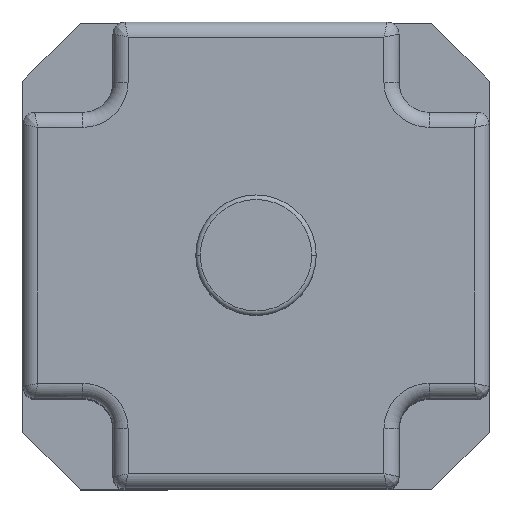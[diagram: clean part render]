
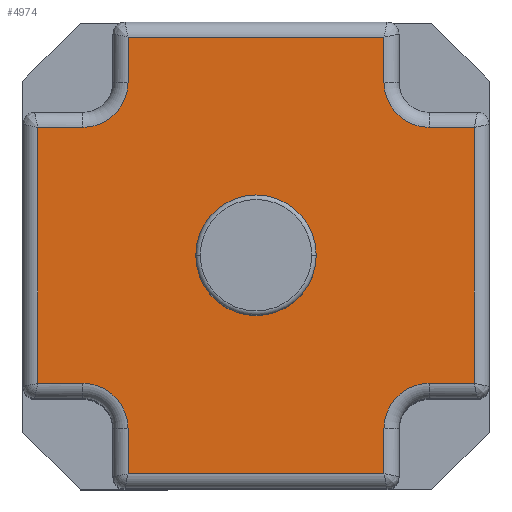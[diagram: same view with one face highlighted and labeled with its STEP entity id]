
A CAD part, top view. The second image highlights one B-rep face of the part: STEP entity #4974.
In plain terms, the highlighted planar face has unit normal (0, 0, 1).
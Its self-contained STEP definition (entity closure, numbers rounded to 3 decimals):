
#277 = DIRECTION ( 'NONE',  ( 0., -1., 0. ) ) ;
#311 = AXIS2_PLACEMENT_3D ( 'NONE', #3798, #6774, #8138 ) ;
#410 = CARTESIAN_POINT ( 'NONE',  ( -42.5, 57.5, 237. ) ) ;
#443 = VERTEX_POINT ( 'NONE', #6019 ) ;
#458 = EDGE_LOOP ( 'NONE', ( #4172, #6015 ) ) ;
#695 = EDGE_CURVE ( 'NONE', #8120, #7460, #7351, .T. ) ;
#737 = DIRECTION ( 'NONE',  ( 1., 0., 0. ) ) ;
#743 = DIRECTION ( 'NONE',  ( 1., 0., 0. ) ) ;
#850 = ORIENTED_EDGE ( 'NONE', *, *, #8754, .T. ) ;
#875 = ORIENTED_EDGE ( 'NONE', *, *, #4770, .T. ) ;
#929 = VECTOR ( 'NONE', #8859, 1000. ) ;
#958 = CARTESIAN_POINT ( 'NONE',  ( 42.5, -72.5, 237. ) ) ;
#963 = AXIS2_PLACEMENT_3D ( 'NONE', #2558, #3250, #3817 ) ;
#1013 = ORIENTED_EDGE ( 'NONE', *, *, #1849, .T. ) ;
#1115 = CARTESIAN_POINT ( 'NONE',  ( 0., -42.5, 237. ) ) ;
#1148 = DIRECTION ( 'NONE',  ( 0., -1., 0. ) ) ;
#1303 = CARTESIAN_POINT ( 'NONE',  ( 0., 0., 237. ) ) ;
#1332 = LINE ( 'NONE', #7747, #5840 ) ;
#1348 = ORIENTED_EDGE ( 'NONE', *, *, #695, .T. ) ;
#1350 = DIRECTION ( 'NONE',  ( 0., 0., -1. ) ) ;
#1384 = CARTESIAN_POINT ( 'NONE',  ( -42.5, -72.5, 237. ) ) ;
#1394 = AXIS2_PLACEMENT_3D ( 'NONE', #4848, #1417, #6222 ) ;
#1417 = DIRECTION ( 'NONE',  ( 0., 0., 1. ) ) ;
#1473 = VECTOR ( 'NONE', #737, 1000. ) ;
#1485 = CARTESIAN_POINT ( 'NONE',  ( -57.5, 42.5, 237. ) ) ;
#1551 = ORIENTED_EDGE ( 'NONE', *, *, #4475, .T. ) ;
#1580 = VECTOR ( 'NONE', #7216, 1000. ) ;
#1636 = CARTESIAN_POINT ( 'NONE',  ( 0., 42.5, 237. ) ) ;
#1750 = EDGE_CURVE ( 'NONE', #8322, #1867, #5125, .T. ) ;
#1757 = CIRCLE ( 'NONE', #963, 15. ) ;
#1784 = VERTEX_POINT ( 'NONE', #7114 ) ;
#1849 = EDGE_CURVE ( 'NONE', #4062, #8120, #3714, .T. ) ;
#1867 = VERTEX_POINT ( 'NONE', #958 ) ;
#1980 = ORIENTED_EDGE ( 'NONE', *, *, #4241, .T. ) ;
#2129 = CARTESIAN_POINT ( 'NONE',  ( -72.5, -42.5, 237. ) ) ;
#2186 = FACE_BOUND ( 'NONE', #458, .T. ) ;
#2238 = ORIENTED_EDGE ( 'NONE', *, *, #6117, .T. ) ;
#2240 = VERTEX_POINT ( 'NONE', #8883 ) ;
#2245 = DIRECTION ( 'NONE',  ( -1., 0., 0. ) ) ;
#2322 = LINE ( 'NONE', #5203, #1580 ) ;
#2347 = VECTOR ( 'NONE', #7219, 1000. ) ;
#2393 = EDGE_CURVE ( 'NONE', #5981, #5585, #6213, .T. ) ;
#2422 = CARTESIAN_POINT ( 'NONE',  ( 57.5, 42.5, 237. ) ) ;
#2558 = CARTESIAN_POINT ( 'NONE',  ( 57.5, 57.5, 237. ) ) ;
#2586 = ORIENTED_EDGE ( 'NONE', *, *, #6306, .T. ) ;
#2705 = DIRECTION ( 'NONE',  ( 0., 0., 1. ) ) ;
#2721 = EDGE_CURVE ( 'NONE', #1784, #3551, #5451, .T. ) ;
#2764 = VECTOR ( 'NONE', #7886, 1000. ) ;
#2863 = CARTESIAN_POINT ( 'NONE',  ( 0., 42.5, 237. ) ) ;
#3123 = CARTESIAN_POINT ( 'NONE',  ( 20., 0., 237. ) ) ;
#3155 = DIRECTION ( 'NONE',  ( 1., 0., 0. ) ) ;
#3217 = LINE ( 'NONE', #8525, #2347 ) ;
#3235 = EDGE_CURVE ( 'NONE', #7460, #5761, #2322, .T. ) ;
#3250 = DIRECTION ( 'NONE',  ( 0., 0., -1. ) ) ;
#3297 = EDGE_CURVE ( 'NONE', #5761, #1784, #5986, .T. ) ;
#3376 = CARTESIAN_POINT ( 'NONE',  ( 42.5, 57.5, 237. ) ) ;
#3458 = CARTESIAN_POINT ( 'NONE',  ( 42.5, -57.5, 237. ) ) ;
#3527 = ORIENTED_EDGE ( 'NONE', *, *, #3297, .T. ) ;
#3551 = VERTEX_POINT ( 'NONE', #6154 ) ;
#3554 = ORIENTED_EDGE ( 'NONE', *, *, #4592, .T. ) ;
#3617 = LINE ( 'NONE', #1636, #2764 ) ;
#3714 = CIRCLE ( 'NONE', #8848, 15. ) ;
#3798 = CARTESIAN_POINT ( 'NONE',  ( 0., 0., 237. ) ) ;
#3817 = DIRECTION ( 'NONE',  ( 1., 0., 0. ) ) ;
#3821 = LINE ( 'NONE', #8643, #4467 ) ;
#3922 = FACE_OUTER_BOUND ( 'NONE', #7239, .T. ) ;
#3932 = CARTESIAN_POINT ( 'NONE',  ( -72.5, 42.5, 237. ) ) ;
#4012 = VERTEX_POINT ( 'NONE', #7827 ) ;
#4062 = VERTEX_POINT ( 'NONE', #410 ) ;
#4106 = VERTEX_POINT ( 'NONE', #2422 ) ;
#4146 = CARTESIAN_POINT ( 'NONE',  ( 0., -72.5, 237. ) ) ;
#4172 = ORIENTED_EDGE ( 'NONE', *, *, #7804, .F. ) ;
#4241 = EDGE_CURVE ( 'NONE', #5356, #4630, #7922, .T. ) ;
#4268 = VERTEX_POINT ( 'NONE', #3376 ) ;
#4467 = VECTOR ( 'NONE', #1148, 1000. ) ;
#4475 = EDGE_CURVE ( 'NONE', #4630, #4062, #5327, .T. ) ;
#4592 = EDGE_CURVE ( 'NONE', #4012, #2240, #7590, .T. ) ;
#4630 = VERTEX_POINT ( 'NONE', #5264 ) ;
#4697 = AXIS2_PLACEMENT_3D ( 'NONE', #5515, #1350, #6124 ) ;
#4727 = ORIENTED_EDGE ( 'NONE', *, *, #7316, .T. ) ;
#4770 = EDGE_CURVE ( 'NONE', #1867, #7421, #5317, .T. ) ;
#4848 = CARTESIAN_POINT ( 'NONE',  ( 0., 0., 237. ) ) ;
#4974 = ADVANCED_FACE ( 'NONE', ( #2186, #3922 ), #7234, .T. ) ;
#5048 = CARTESIAN_POINT ( 'NONE',  ( -57.5, 57.5, 237. ) ) ;
#5124 = ORIENTED_EDGE ( 'NONE', *, *, #7068, .T. ) ;
#5125 = LINE ( 'NONE', #4146, #1473 ) ;
#5186 = CIRCLE ( 'NONE', #8844, 20. ) ;
#5203 = CARTESIAN_POINT ( 'NONE',  ( -72.5, 0., 237. ) ) ;
#5264 = CARTESIAN_POINT ( 'NONE',  ( -42.5, 72.5, 237. ) ) ;
#5300 = VECTOR ( 'NONE', #2245, 1000. ) ;
#5317 = LINE ( 'NONE', #8637, #6931 ) ;
#5327 = LINE ( 'NONE', #6396, #8422 ) ;
#5336 = VECTOR ( 'NONE', #8039, 1000. ) ;
#5356 = VERTEX_POINT ( 'NONE', #7853 ) ;
#5415 = EDGE_CURVE ( 'NONE', #443, #4106, #3617, .T. ) ;
#5447 = CARTESIAN_POINT ( 'NONE',  ( -43.5, 72.5, 237. ) ) ;
#5451 = CIRCLE ( 'NONE', #6318, 15. ) ;
#5499 = ORIENTED_EDGE ( 'NONE', *, *, #3235, .T. ) ;
#5515 = CARTESIAN_POINT ( 'NONE',  ( 57.5, -57.5, 237. ) ) ;
#5585 = VERTEX_POINT ( 'NONE', #6826 ) ;
#5761 = VERTEX_POINT ( 'NONE', #2129 ) ;
#5840 = VECTOR ( 'NONE', #8437, 1000. ) ;
#5945 = CARTESIAN_POINT ( 'NONE',  ( -57.5, -57.5, 237. ) ) ;
#5969 = CIRCLE ( 'NONE', #4697, 15. ) ;
#5981 = VERTEX_POINT ( 'NONE', #3123 ) ;
#5986 = LINE ( 'NONE', #7249, #5336 ) ;
#6015 = ORIENTED_EDGE ( 'NONE', *, *, #2393, .F. ) ;
#6019 = CARTESIAN_POINT ( 'NONE',  ( 72.5, 42.5, 237. ) ) ;
#6117 = EDGE_CURVE ( 'NONE', #3551, #8322, #3821, .T. ) ;
#6124 = DIRECTION ( 'NONE',  ( 1., 0., 0. ) ) ;
#6154 = CARTESIAN_POINT ( 'NONE',  ( -42.5, -57.5, 237. ) ) ;
#6213 = CIRCLE ( 'NONE', #1394, 20. ) ;
#6222 = DIRECTION ( 'NONE',  ( 1., 0., 0. ) ) ;
#6306 = EDGE_CURVE ( 'NONE', #7421, #4012, #5969, .T. ) ;
#6318 = AXIS2_PLACEMENT_3D ( 'NONE', #5945, #7278, #8030 ) ;
#6350 = DIRECTION ( 'NONE',  ( 1., 0., 0. ) ) ;
#6396 = CARTESIAN_POINT ( 'NONE',  ( -42.5, 0., 237. ) ) ;
#6415 = DIRECTION ( 'NONE',  ( 0., 0., -1. ) ) ;
#6438 = ORIENTED_EDGE ( 'NONE', *, *, #5415, .T. ) ;
#6622 = ORIENTED_EDGE ( 'NONE', *, *, #1750, .T. ) ;
#6774 = DIRECTION ( 'NONE',  ( 0., 0., 1. ) ) ;
#6825 = VECTOR ( 'NONE', #3155, 1000. ) ;
#6826 = CARTESIAN_POINT ( 'NONE',  ( -20., 0., 237. ) ) ;
#6931 = VECTOR ( 'NONE', #7325, 1000. ) ;
#7068 = EDGE_CURVE ( 'NONE', #4268, #5356, #1332, .T. ) ;
#7114 = CARTESIAN_POINT ( 'NONE',  ( -57.5, -42.5, 237. ) ) ;
#7216 = DIRECTION ( 'NONE',  ( 0., -1., 0. ) ) ;
#7219 = DIRECTION ( 'NONE',  ( 0., 1., 0. ) ) ;
#7234 = PLANE ( 'NONE',  #311 ) ;
#7239 = EDGE_LOOP ( 'NONE', ( #4727, #5124, #1980, #1551, #1013, #1348, #5499, #3527, #8652, #2238, #6622, #875, #2586, #3554, #850, #6438 ) ) ;
#7249 = CARTESIAN_POINT ( 'NONE',  ( 0., -42.5, 237. ) ) ;
#7278 = DIRECTION ( 'NONE',  ( 0., 0., -1. ) ) ;
#7316 = EDGE_CURVE ( 'NONE', #4106, #4268, #1757, .T. ) ;
#7325 = DIRECTION ( 'NONE',  ( 0., 1., 0. ) ) ;
#7351 = LINE ( 'NONE', #2863, #5300 ) ;
#7421 = VERTEX_POINT ( 'NONE', #3458 ) ;
#7460 = VERTEX_POINT ( 'NONE', #3932 ) ;
#7590 = LINE ( 'NONE', #1115, #6825 ) ;
#7747 = CARTESIAN_POINT ( 'NONE',  ( 42.5, 0., 237. ) ) ;
#7804 = EDGE_CURVE ( 'NONE', #5585, #5981, #5186, .T. ) ;
#7827 = CARTESIAN_POINT ( 'NONE',  ( 57.5, -42.5, 237. ) ) ;
#7853 = CARTESIAN_POINT ( 'NONE',  ( 42.5, 72.5, 237. ) ) ;
#7886 = DIRECTION ( 'NONE',  ( -1., 0., 0. ) ) ;
#7922 = LINE ( 'NONE', #5447, #929 ) ;
#8030 = DIRECTION ( 'NONE',  ( 1., 0., 0. ) ) ;
#8039 = DIRECTION ( 'NONE',  ( 1., 0., 0. ) ) ;
#8120 = VERTEX_POINT ( 'NONE', #1485 ) ;
#8138 = DIRECTION ( 'NONE',  ( 1., 0., 0. ) ) ;
#8322 = VERTEX_POINT ( 'NONE', #1384 ) ;
#8422 = VECTOR ( 'NONE', #277, 1000. ) ;
#8437 = DIRECTION ( 'NONE',  ( 0., 1., 0. ) ) ;
#8525 = CARTESIAN_POINT ( 'NONE',  ( 72.5, 43.5, 237. ) ) ;
#8637 = CARTESIAN_POINT ( 'NONE',  ( 42.5, 0., 237. ) ) ;
#8643 = CARTESIAN_POINT ( 'NONE',  ( -42.5, 0., 237. ) ) ;
#8652 = ORIENTED_EDGE ( 'NONE', *, *, #2721, .T. ) ;
#8754 = EDGE_CURVE ( 'NONE', #2240, #443, #3217, .T. ) ;
#8844 = AXIS2_PLACEMENT_3D ( 'NONE', #1303, #2705, #743 ) ;
#8848 = AXIS2_PLACEMENT_3D ( 'NONE', #5048, #6415, #6350 ) ;
#8859 = DIRECTION ( 'NONE',  ( -1., 0., 0. ) ) ;
#8883 = CARTESIAN_POINT ( 'NONE',  ( 72.5, -42.5, 237. ) ) ;
